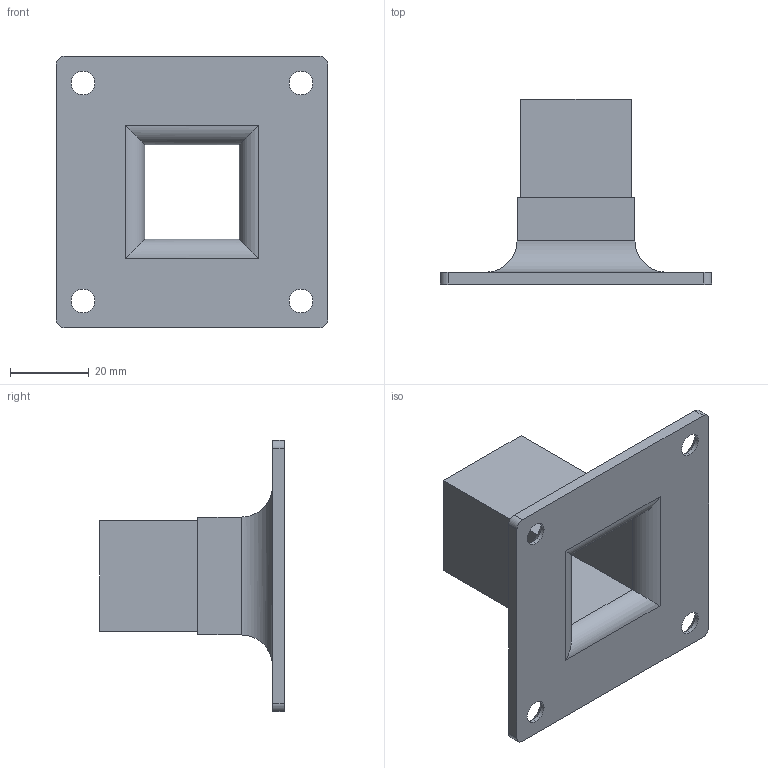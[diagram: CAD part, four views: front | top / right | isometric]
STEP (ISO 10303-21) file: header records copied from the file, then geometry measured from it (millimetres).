
FILE_DESCRIPTION (( 'STEP AP203' ), '1' );
FILE_NAME ('3D_GB3084_30x30x2_188711200.STEP', '2024-10-17T14:59:31', ( '' ), ( '' ), 'SwSTEP 2.0', 'SolidWorks 2024', '' );
FILE_SCHEMA (( 'CONFIG_CONTROL_DESIGN' ));
Length unit declared in the file: millimetre
Products named in the file (1): 3D_GB3084_30x30x2_188711200
Bounding box: 69 x 47 x 69 mm (x, y, z)
Volume: 24658.6 mm3; surface area: 18137.7 mm2
Topology: 1 solids, 1 shells, 48 faces, 116 edges, 72 vertices
Faces by surface type: cylinder 20, plane 20, cone 8
Entity records: 1481 total; most frequent: CARTESIAN_POINT 261, DIRECTION 238, ORIENTED_EDGE 232, EDGE_CURVE 116, AXIS2_PLACEMENT_3D 81, LINE 76, VECTOR 76, VERTEX_POINT 72
